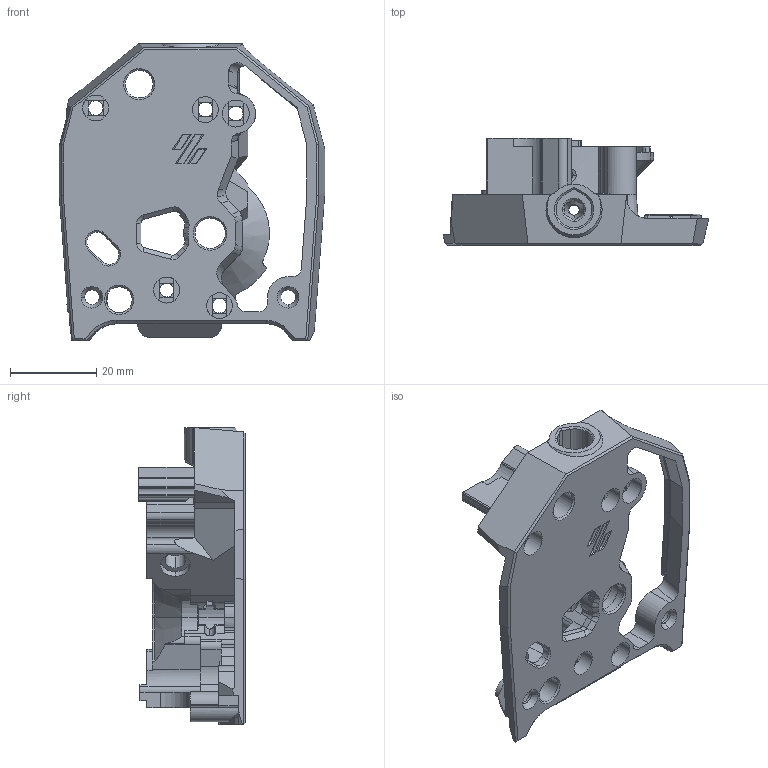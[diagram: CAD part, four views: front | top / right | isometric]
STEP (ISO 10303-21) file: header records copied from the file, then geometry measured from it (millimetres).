
FILE_DESCRIPTION (( 'STEP AP214' ), '1' );
FILE_NAME ('sb_cw2_main_buddy_cutting_ecas_EBB-8-25.STEP', '2025-08-15T06:32:11', ( 'Windows User' ), ( 'P R C' ), 'SwSTEP 2.0', 'SolidWorks 2025', '' );
FILE_SCHEMA (( 'AUTOMOTIVE_DESIGN' ));
Length unit declared in the file: millimetre
Products named in the file (1): sb_cw2_main_buddy_cutting_ecas_EBB-8-25
Bounding box: 61.5 x 24.7 x 68.69 mm (x, y, z)
Volume: 24509.9 mm3; surface area: 14558.6 mm2
Topology: 1 solids, 1 shells, 621 faces, 1713 edges, 1097 vertices
Faces by surface type: plane 289, cylinder 243, cone 57, bspline 31, torus 1
Entity records: 21916 total; most frequent: CARTESIAN_POINT 6360, ORIENTED_EDGE 3426, DIRECTION 3086, EDGE_CURVE 1713, VERTEX_POINT 1097, AXIS2_PLACEMENT_3D 1062, VECTOR 962, LINE 962
